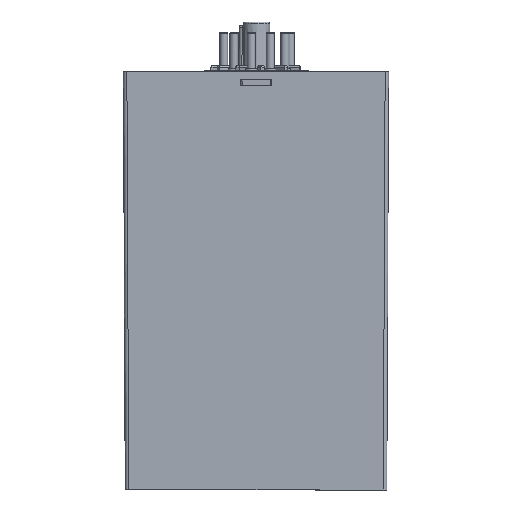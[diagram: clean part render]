
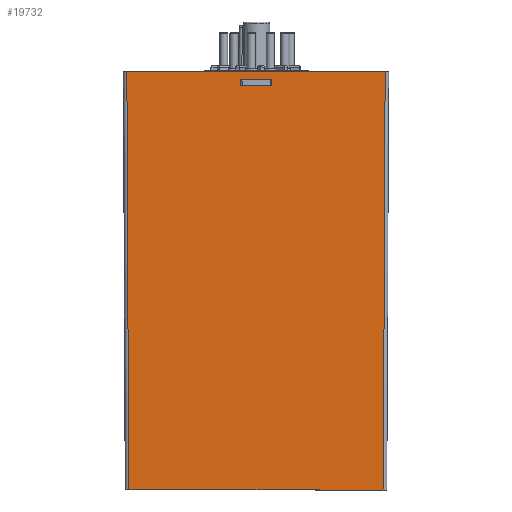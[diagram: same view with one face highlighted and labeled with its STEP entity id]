
A CAD part, front view. The second image highlights one B-rep face of the part: STEP entity #19732.
In plain terms, the highlighted planar face has unit normal (0, -1, -0.004).
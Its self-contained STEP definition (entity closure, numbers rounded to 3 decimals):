
#19631=CARTESIAN_POINT('',(36.476,-18.476,-120.0));
#19632=VERTEX_POINT('',#19631);
#19650=CARTESIAN_POINT('',(37.,-19.0,0.0));
#19651=VERTEX_POINT('',#19650);
#19659=CARTESIAN_POINT('',(37.,-19.0,0.0));
#19660=DIRECTION('',(-0.004,0.004,-1.));
#19661=VECTOR('',#19660,120.002);
#19662=LINE('',#19659,#19661);
#19663=EDGE_CURVE('',#19651,#19632,#19662,.T.);
#19668=CARTESIAN_POINT('',(-38.0,-19.,0.0));
#19669=DIRECTION('',(0.,-1.,-0.004));
#19670=DIRECTION('',(-1.0,0.0,0.0));
#19671=AXIS2_PLACEMENT_3D('',#19668,#19669,#19670);
#19672=PLANE('',#19671);
#19673=ORIENTED_EDGE('',*,*,#19663,.F.);
#19674=CARTESIAN_POINT('',(-37.,-19.,0.0));
#19675=VERTEX_POINT('',#19674);
#19676=CARTESIAN_POINT('',(37.,-19.0,0.0));
#19677=DIRECTION('',(-1.0,0.0,0.0));
#19678=VECTOR('',#19677,74.);
#19679=LINE('',#19676,#19678);
#19680=EDGE_CURVE('',#19651,#19675,#19679,.T.);
#19681=ORIENTED_EDGE('',*,*,#19680,.T.);
#19682=CARTESIAN_POINT('',(-36.476,-18.476,-120.0));
#19683=VERTEX_POINT('',#19682);
#19684=CARTESIAN_POINT('',(-36.476,-18.476,-120.));
#19685=DIRECTION('',(-0.004,-0.004,1.));
#19686=VECTOR('',#19685,120.002);
#19687=LINE('',#19684,#19686);
#19688=EDGE_CURVE('',#19683,#19675,#19687,.T.);
#19689=ORIENTED_EDGE('',*,*,#19688,.F.);
#19690=CARTESIAN_POINT('',(-36.476,-18.476,-120.0));
#19691=DIRECTION('',(1.0,0.0,0.0));
#19692=VECTOR('',#19691,72.953);
#19693=LINE('',#19690,#19692);
#19694=EDGE_CURVE('',#19683,#19632,#19693,.T.);
#19695=ORIENTED_EDGE('',*,*,#19694,.T.);
#19696=EDGE_LOOP('',(#19673,#19681,#19689,#19695));
#19697=FACE_OUTER_BOUND('',#19696,.T.);
#19698=CARTESIAN_POINT('',(-4.5,-18.982,-4.2));
#19699=VERTEX_POINT('',#19698);
#19700=CARTESIAN_POINT('',(-4.5,-18.989,-2.5));
#19701=VERTEX_POINT('',#19700);
#19702=CARTESIAN_POINT('',(-4.5,-18.982,-4.2));
#19703=DIRECTION('',(0.0,-0.004,1.));
#19704=VECTOR('',#19703,1.7);
#19705=LINE('',#19702,#19704);
#19706=EDGE_CURVE('',#19699,#19701,#19705,.T.);
#19707=ORIENTED_EDGE('',*,*,#19706,.T.);
#19708=CARTESIAN_POINT('',(4.5,-18.989,-2.5));
#19709=VERTEX_POINT('',#19708);
#19710=CARTESIAN_POINT('',(-4.5,-18.989,-2.5));
#19711=DIRECTION('',(1.0,0.0,0.0));
#19712=VECTOR('',#19711,9.);
#19713=LINE('',#19710,#19712);
#19714=EDGE_CURVE('',#19701,#19709,#19713,.T.);
#19715=ORIENTED_EDGE('',*,*,#19714,.T.);
#19716=CARTESIAN_POINT('',(4.5,-18.982,-4.2));
#19717=VERTEX_POINT('',#19716);
#19718=CARTESIAN_POINT('',(4.5,-18.989,-2.5));
#19719=DIRECTION('',(0.0,0.004,-1.));
#19720=VECTOR('',#19719,1.7);
#19721=LINE('',#19718,#19720);
#19722=EDGE_CURVE('',#19709,#19717,#19721,.T.);
#19723=ORIENTED_EDGE('',*,*,#19722,.T.);
#19724=CARTESIAN_POINT('',(4.5,-18.982,-4.2));
#19725=DIRECTION('',(-1.0,0.0,0.0));
#19726=VECTOR('',#19725,9.);
#19727=LINE('',#19724,#19726);
#19728=EDGE_CURVE('',#19717,#19699,#19727,.T.);
#19729=ORIENTED_EDGE('',*,*,#19728,.T.);
#19730=EDGE_LOOP('',(#19707,#19715,#19723,#19729));
#19731=FACE_BOUND('',#19730,.T.);
#19732=ADVANCED_FACE('',(#19697,#19731),#19672,.T.);
